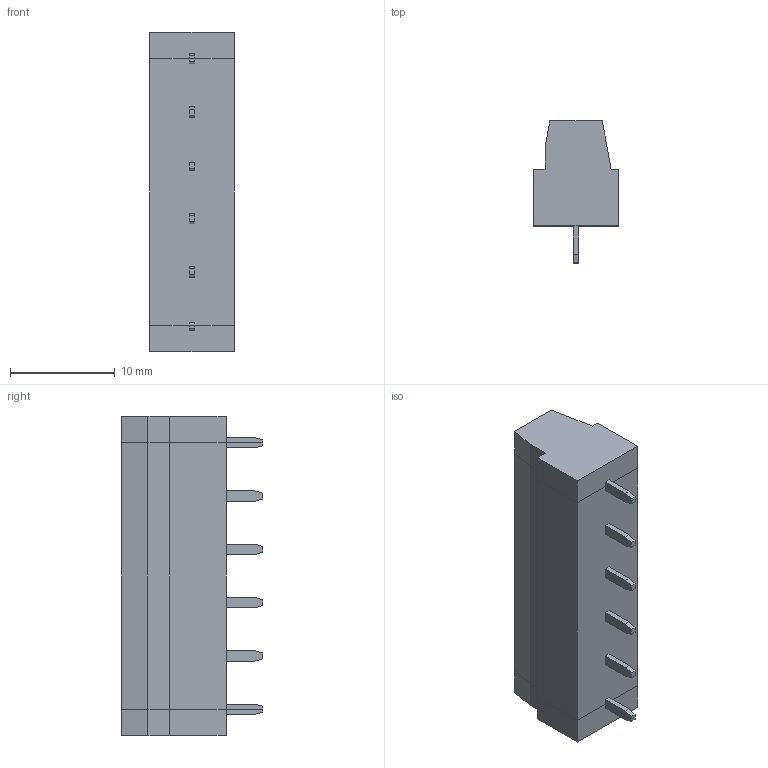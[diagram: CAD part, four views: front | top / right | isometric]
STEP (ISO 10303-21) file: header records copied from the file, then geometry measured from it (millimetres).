
FILE_DESCRIPTION( ( 'Unknown' ), '1' );
FILE_NAME( '691241510006.stp', 'Unknown', ( 'Unknown' ), ( 'Unknown' ), 'PSStep 17.0.49', 'Unknown', ' ' );
FILE_SCHEMA( ( 'AUTOMOTIVE_DESIGN { 1 0 10303 214 1 1 1 1 }' ) );
Length unit declared in the file: millimetre
Products named in the file (4): Assem1; CIA5_08_SX.PRT; CIA5_08_DX.PRT; CIA5_08_CNT.PRT
Assembly tree (3 placements, depth 2):
  Assem1
    CIA5_08_SX.PRT
    CIA5_08_DX.PRT
    CIA5_08_CNT.PRT
Bounding box: 8.1 x 13.5 x 30.48 mm (x, y, z)
Volume: 1798.6 mm3; surface area: 1970.6 mm2
Topology: 3 solids, 3 shells, 269 faces, 717 edges, 470 vertices
Faces by surface type: plane 261, cylinder 8
Full cylindrical faces by diameter (mm): 3.8 x4
Entity records: 10361 total; most frequent: CARTESIAN_POINT 1448, ORIENTED_EDGE 1418, DIRECTION 1291, EDGE_CURVE 709, LINE 673, VECTOR 673, VERTEX_POINT 466, AXIS2_PLACEMENT_3D 309
